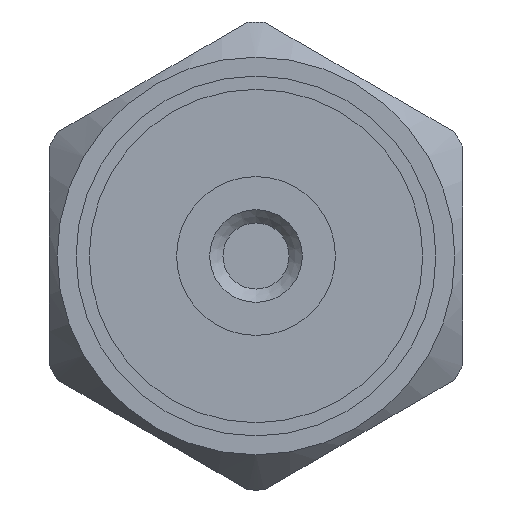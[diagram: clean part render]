
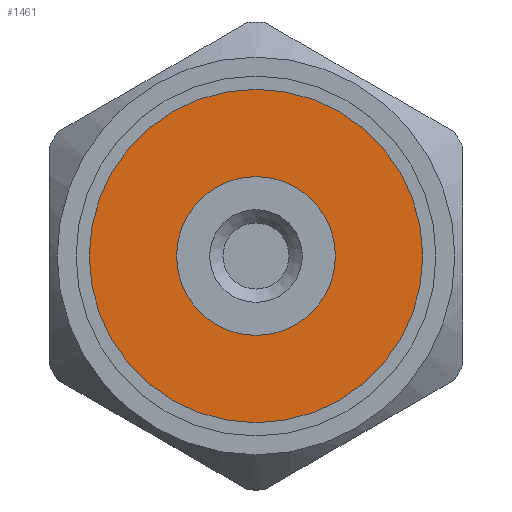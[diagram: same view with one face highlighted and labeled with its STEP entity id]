
A CAD part, front view. The second image highlights one B-rep face of the part: STEP entity #1461.
In plain terms, the highlighted planar face has unit normal (0, -1, 0).
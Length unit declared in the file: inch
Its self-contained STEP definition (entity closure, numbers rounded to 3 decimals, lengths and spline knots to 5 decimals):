
#41 = DIRECTION ( 'NONE',  ( 0., 0., -1. ) ) ;
#51 = DIRECTION ( 'NONE',  ( 0., -1., 0. ) ) ;
#57 = CARTESIAN_POINT ( 'NONE',  ( 0., 0.07903, -0.06008 ) ) ;
#58 = EDGE_LOOP ( 'NONE', ( #574 ) ) ;
#221 = CARTESIAN_POINT ( 'NONE',  ( 0., 0.07903, 0. ) ) ;
#289 = EDGE_CURVE ( 'NONE', #1922, #1922, #993, .T. ) ;
#441 = AXIS2_PLACEMENT_3D ( 'NONE', #221, #51, #1298 ) ;
#574 = ORIENTED_EDGE ( 'NONE', *, *, #996, .T. ) ;
#660 = DIRECTION ( 'NONE',  ( 0., 0., -1. ) ) ;
#944 = ORIENTED_EDGE ( 'NONE', *, *, #289, .F. ) ;
#966 = VERTEX_POINT ( 'NONE', #2221 ) ;
#993 = CIRCLE ( 'NONE', #441, 0.06008 ) ;
#996 = EDGE_CURVE ( 'NONE', #966, #966, #1776, .T. ) ;
#1140 = DIRECTION ( 'NONE',  ( 0., -1., 0. ) ) ;
#1298 = DIRECTION ( 'NONE',  ( 0., 0., -1. ) ) ;
#1448 = AXIS2_PLACEMENT_3D ( 'NONE', #1565, #2079, #660 ) ;
#1461 = ADVANCED_FACE ( 'NONE', ( #2055, #1608 ), #1926, .T. ) ;
#1565 = CARTESIAN_POINT ( 'NONE',  ( 0.06008, 0.07903, 0. ) ) ;
#1608 = FACE_BOUND ( 'NONE', #2031, .T. ) ;
#1776 = CIRCLE ( 'NONE', #2120, 0.12611 ) ;
#1860 = CARTESIAN_POINT ( 'NONE',  ( 0., 0.07903, 0. ) ) ;
#1922 = VERTEX_POINT ( 'NONE', #57 ) ;
#1926 = PLANE ( 'NONE',  #1448 ) ;
#2031 = EDGE_LOOP ( 'NONE', ( #944 ) ) ;
#2055 = FACE_OUTER_BOUND ( 'NONE', #58, .T. ) ;
#2079 = DIRECTION ( 'NONE',  ( 0., -1., 0. ) ) ;
#2120 = AXIS2_PLACEMENT_3D ( 'NONE', #1860, #1140, #41 ) ;
#2221 = CARTESIAN_POINT ( 'NONE',  ( 0., 0.07903, -0.12611 ) ) ;
